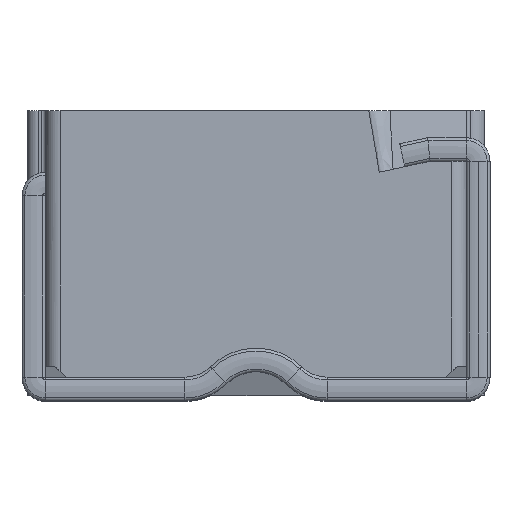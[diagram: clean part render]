
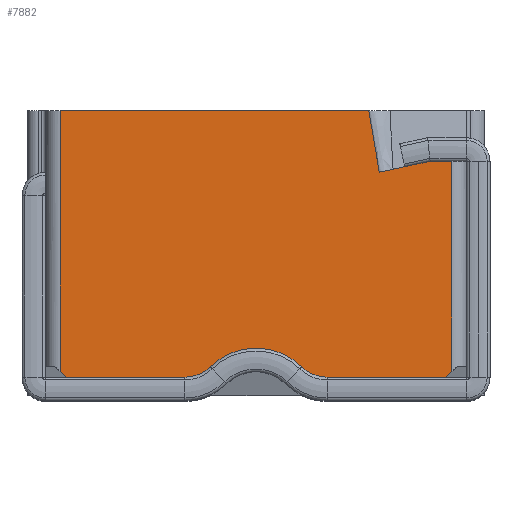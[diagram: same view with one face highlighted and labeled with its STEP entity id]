
A CAD part, top view. The second image highlights one B-rep face of the part: STEP entity #7882.
In plain terms, the highlighted planar face has unit normal (0, 0, 1).
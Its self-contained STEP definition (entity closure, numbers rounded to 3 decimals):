
#40 = ORIENTED_EDGE ( 'NONE', *, *, #6147, .F. ) ;
#237 = CARTESIAN_POINT ( 'NONE',  ( 0., -3.425, 6.3 ) ) ;
#256 = AXIS2_PLACEMENT_3D ( 'NONE', #9556, #6697, #10235 ) ;
#301 = VECTOR ( 'NONE', #1366, 1000. ) ;
#359 = CARTESIAN_POINT ( 'NONE',  ( -5.4, 3.925, 6.3 ) ) ;
#412 = EDGE_CURVE ( 'NONE', #10593, #8886, #6512, .T. ) ;
#533 = ORIENTED_EDGE ( 'NONE', *, *, #3515, .T. ) ;
#610 = CARTESIAN_POINT ( 'NONE',  ( -5.4, 3.925, 6.3 ) ) ;
#662 = CARTESIAN_POINT ( 'NONE',  ( 1.96, -3.425, 6.3 ) ) ;
#774 = CARTESIAN_POINT ( 'NONE',  ( 5.4, 2.525, 6.3 ) ) ;
#885 = ORIENTED_EDGE ( 'NONE', *, *, #10284, .T. ) ;
#934 = CARTESIAN_POINT ( 'NONE',  ( -5.21, -3.425, 6.3 ) ) ;
#1059 = VECTOR ( 'NONE', #6866, 1000. ) ;
#1142 = VERTEX_POINT ( 'NONE', #2707 ) ;
#1235 = LINE ( 'NONE', #10145, #3443 ) ;
#1366 = DIRECTION ( 'NONE',  ( -0.759, -0.651, 0. ) ) ;
#1553 = CIRCLE ( 'NONE', #256, 1.8 ) ;
#1564 = VECTOR ( 'NONE', #11353, 1000. ) ;
#1624 = VERTEX_POINT ( 'NONE', #6455 ) ;
#1860 = EDGE_CURVE ( 'NONE', #10593, #1142, #7026, .T. ) ;
#1907 = VECTOR ( 'NONE', #6439, 1000. ) ;
#2180 = CARTESIAN_POINT ( 'NONE',  ( 1.96, -2.425, 6.3 ) ) ;
#2236 = LINE ( 'NONE', #10413, #7462 ) ;
#2391 = LINE ( 'NONE', #4879, #3265 ) ;
#2462 = PLANE ( 'NONE',  #11023 ) ;
#2560 = VERTEX_POINT ( 'NONE', #6423 ) ;
#2622 = VECTOR ( 'NONE', #3677, 1000. ) ;
#2636 = EDGE_CURVE ( 'NONE', #7313, #2760, #3186, .T. ) ;
#2707 = CARTESIAN_POINT ( 'NONE',  ( 3.399, 2.225, 6.3 ) ) ;
#2760 = VERTEX_POINT ( 'NONE', #9666 ) ;
#2763 = CARTESIAN_POINT ( 'NONE',  ( -3.899, -4.549, 6.3 ) ) ;
#3122 = EDGE_LOOP ( 'NONE', ( #11111, #11270, #11177, #6484, #5695, #9761, #5974, #533, #5655, #8253, #9551, #885, #40 ) ) ;
#3186 = CIRCLE ( 'NONE', #9679, 1. ) ;
#3265 = VECTOR ( 'NONE', #4133, 1000. ) ;
#3336 = DIRECTION ( 'NONE',  ( 1., 0., 0. ) ) ;
#3443 = VECTOR ( 'NONE', #4762, 1000. ) ;
#3515 = EDGE_CURVE ( 'NONE', #8858, #7380, #8907, .T. ) ;
#3677 = DIRECTION ( 'NONE',  ( -1., 0., 0. ) ) ;
#3818 = VERTEX_POINT ( 'NONE', #10887 ) ;
#3827 = EDGE_CURVE ( 'NONE', #8886, #8858, #9235, .T. ) ;
#4008 = CARTESIAN_POINT ( 'NONE',  ( -1.96, -3.425, 6.3 ) ) ;
#4133 = DIRECTION ( 'NONE',  ( 1., 0., 0. ) ) ;
#4281 = EDGE_CURVE ( 'NONE', #1624, #2760, #1553, .T. ) ;
#4572 = VERTEX_POINT ( 'NONE', #10064 ) ;
#4762 = DIRECTION ( 'NONE',  ( 1., 0., 0. ) ) ;
#4879 = CARTESIAN_POINT ( 'NONE',  ( 4.8, 2.525, 6.3 ) ) ;
#4939 = LINE ( 'NONE', #11196, #1059 ) ;
#4970 = EDGE_CURVE ( 'NONE', #4572, #2560, #9308, .T. ) ;
#5049 = EDGE_CURVE ( 'NONE', #7380, #7313, #1235, .T. ) ;
#5523 = CARTESIAN_POINT ( 'NONE',  ( 0., 3.925, 6.3 ) ) ;
#5627 = VERTEX_POINT ( 'NONE', #774 ) ;
#5655 = ORIENTED_EDGE ( 'NONE', *, *, #5049, .T. ) ;
#5695 = ORIENTED_EDGE ( 'NONE', *, *, #1860, .F. ) ;
#5974 = ORIENTED_EDGE ( 'NONE', *, *, #3827, .T. ) ;
#6143 = VECTOR ( 'NONE', #6173, 1000. ) ;
#6147 = EDGE_CURVE ( 'NONE', #2560, #10518, #11054, .T. ) ;
#6173 = DIRECTION ( 'NONE',  ( 0.759, -0.651, 0. ) ) ;
#6276 = DIRECTION ( 'NONE',  ( 0., 0., 1. ) ) ;
#6423 = CARTESIAN_POINT ( 'NONE',  ( 5.21, -3.425, 6.3 ) ) ;
#6439 = DIRECTION ( 'NONE',  ( 0., -1., 0. ) ) ;
#6455 = CARTESIAN_POINT ( 'NONE',  ( 1.26, -3.139, 6.3 ) ) ;
#6484 = ORIENTED_EDGE ( 'NONE', *, *, #6563, .F. ) ;
#6512 = LINE ( 'NONE', #5523, #2622 ) ;
#6563 = EDGE_CURVE ( 'NONE', #1142, #3818, #2236, .T. ) ;
#6697 = DIRECTION ( 'NONE',  ( 0., 0., 1. ) ) ;
#6773 = CIRCLE ( 'NONE', #10285, 1. ) ;
#6866 = DIRECTION ( 'NONE',  ( 0., 1., 0. ) ) ;
#7026 = LINE ( 'NONE', #8009, #1564 ) ;
#7217 = FACE_OUTER_BOUND ( 'NONE', #3122, .T. ) ;
#7313 = VERTEX_POINT ( 'NONE', #4008 ) ;
#7380 = VERTEX_POINT ( 'NONE', #934 ) ;
#7461 = CARTESIAN_POINT ( 'NONE',  ( -1.96, -2.425, 6.3 ) ) ;
#7462 = VECTOR ( 'NONE', #9321, 1000. ) ;
#7575 = CARTESIAN_POINT ( 'NONE',  ( 3.899, -4.549, 6.3 ) ) ;
#7770 = CARTESIAN_POINT ( 'NONE',  ( 0., 3.925, 6.3 ) ) ;
#7882 = ADVANCED_FACE ( 'NONE', ( #7217 ), #2462, .T. ) ;
#8009 = CARTESIAN_POINT ( 'NONE',  ( 3.018, 4.442, 6.3 ) ) ;
#8253 = ORIENTED_EDGE ( 'NONE', *, *, #2636, .T. ) ;
#8858 = VERTEX_POINT ( 'NONE', #10277 ) ;
#8886 = VERTEX_POINT ( 'NONE', #610 ) ;
#8907 = LINE ( 'NONE', #2763, #6143 ) ;
#9235 = LINE ( 'NONE', #359, #1907 ) ;
#9289 = CARTESIAN_POINT ( 'NONE',  ( 3.107, 3.925, 6.3 ) ) ;
#9308 = LINE ( 'NONE', #7575, #301 ) ;
#9321 = DIRECTION ( 'NONE',  ( 0.978, 0.21, 0. ) ) ;
#9551 = ORIENTED_EDGE ( 'NONE', *, *, #4281, .F. ) ;
#9556 = CARTESIAN_POINT ( 'NONE',  ( 0., -4.425, 6.3 ) ) ;
#9666 = CARTESIAN_POINT ( 'NONE',  ( -1.26, -3.139, 6.3 ) ) ;
#9679 = AXIS2_PLACEMENT_3D ( 'NONE', #7461, #10977, #10126 ) ;
#9761 = ORIENTED_EDGE ( 'NONE', *, *, #412, .T. ) ;
#9797 = EDGE_CURVE ( 'NONE', #3818, #5627, #2391, .T. ) ;
#9812 = DIRECTION ( 'NONE',  ( 1., 0., 0. ) ) ;
#9860 = EDGE_CURVE ( 'NONE', #4572, #5627, #4939, .T. ) ;
#10064 = CARTESIAN_POINT ( 'NONE',  ( 5.4, -3.262, 6.3 ) ) ;
#10126 = DIRECTION ( 'NONE',  ( 1., 0., 0. ) ) ;
#10145 = CARTESIAN_POINT ( 'NONE',  ( 0., -3.425, 6.3 ) ) ;
#10235 = DIRECTION ( 'NONE',  ( 1., 0., 0. ) ) ;
#10277 = CARTESIAN_POINT ( 'NONE',  ( -5.4, -3.262, 6.3 ) ) ;
#10284 = EDGE_CURVE ( 'NONE', #1624, #10518, #6773, .T. ) ;
#10285 = AXIS2_PLACEMENT_3D ( 'NONE', #2180, #10291, #3336 ) ;
#10291 = DIRECTION ( 'NONE',  ( 0., 0., 1. ) ) ;
#10413 = CARTESIAN_POINT ( 'NONE',  ( 3.4, 2.225, 6.3 ) ) ;
#10518 = VERTEX_POINT ( 'NONE', #662 ) ;
#10593 = VERTEX_POINT ( 'NONE', #9289 ) ;
#10824 = DIRECTION ( 'NONE',  ( -1., 0., 0. ) ) ;
#10887 = CARTESIAN_POINT ( 'NONE',  ( 4.8, 2.525, 6.3 ) ) ;
#10977 = DIRECTION ( 'NONE',  ( 0., 0., 1. ) ) ;
#11023 = AXIS2_PLACEMENT_3D ( 'NONE', #7770, #6276, #9812 ) ;
#11054 = LINE ( 'NONE', #237, #11224 ) ;
#11111 = ORIENTED_EDGE ( 'NONE', *, *, #4970, .F. ) ;
#11177 = ORIENTED_EDGE ( 'NONE', *, *, #9797, .F. ) ;
#11196 = CARTESIAN_POINT ( 'NONE',  ( 5.4, 2.525, 6.3 ) ) ;
#11224 = VECTOR ( 'NONE', #10824, 1000. ) ;
#11270 = ORIENTED_EDGE ( 'NONE', *, *, #9860, .T. ) ;
#11353 = DIRECTION ( 'NONE',  ( 0.169, -0.986, 0. ) ) ;
